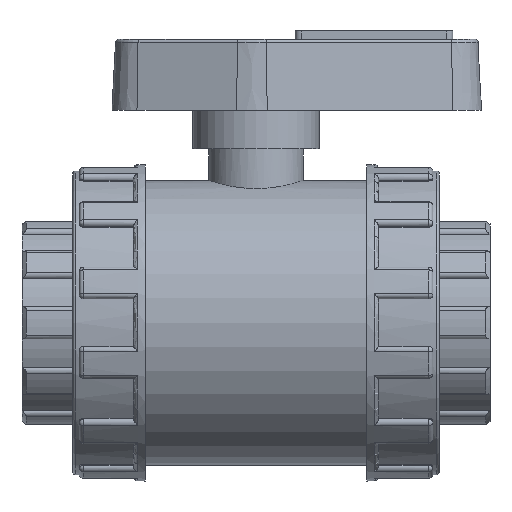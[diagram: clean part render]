
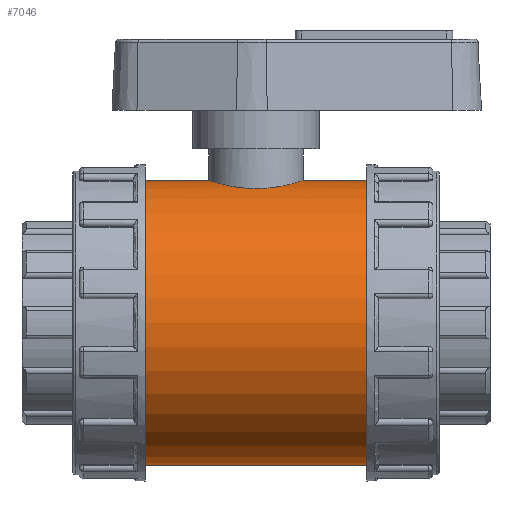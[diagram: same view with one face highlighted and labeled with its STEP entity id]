
A CAD part, top view. The second image highlights one B-rep face of the part: STEP entity #7046.
In plain terms, the highlighted cylindrical face has radius 43.2 mm (diameter 86.4 mm), a full revolution.
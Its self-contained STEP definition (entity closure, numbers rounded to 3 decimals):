
#103=B_SPLINE_CURVE_WITH_KNOTS('',3,(#11388,#11389,#11390,#11391,#11392,
#11393,#11394,#11395,#11396,#11397,#11398,#11399,#11400,#11401,#11402,#11403,
#11404,#11405,#11406,#11407,#11408,#11409,#11410,#11411,#11412,#11413,#11414,
#11415,#11416,#11417,#11418,#11419,#11420,#11421,#11422,#11423,#11424,#11425,
#11426,#11427,#11428,#11429,#11430,#11431,#11432,#11433,#11434,#11435,#11436,
#11437),.UNSPECIFIED.,.T.,.F.,(4,2,2,2,2,2,2,2,2,2,2,2,2,2,2,2,2,2,2,2,
2,2,2,2,4),(0.,0.274,0.547,1.094,1.641,
1.915,2.188,2.461,2.735,3.282,
3.829,4.102,4.376,4.649,4.923,
5.47,6.017,6.29,6.564,6.837,
7.111,7.658,8.205,8.478,8.752),
 .UNSPECIFIED.);
#220=FACE_BOUND('',#1304,.T.);
#221=FACE_BOUND('',#1305,.T.);
#849=FACE_OUTER_BOUND('',#1303,.T.);
#1303=EDGE_LOOP('',(#6414));
#1304=EDGE_LOOP('',(#6415));
#1305=EDGE_LOOP('',(#6416));
#2621=CIRCLE('',#7997,43.2);
#2622=CIRCLE('',#7999,43.2);
#2820=VERTEX_POINT('',#11387);
#3265=VERTEX_POINT('',#14021);
#3266=VERTEX_POINT('',#14024);
#3584=EDGE_CURVE('',#2820,#2820,#103,.T.);
#4317=EDGE_CURVE('',#3265,#3265,#2621,.T.);
#4318=EDGE_CURVE('',#3266,#3266,#2622,.T.);
#6414=ORIENTED_EDGE('',*,*,#4317,.T.);
#6415=ORIENTED_EDGE('',*,*,#3584,.T.);
#6416=ORIENTED_EDGE('',*,*,#4318,.F.);
#6615=CYLINDRICAL_SURFACE('',#7998,43.2);
#7046=ADVANCED_FACE('',(#849,#220,#221),#6615,.T.);
#7997=AXIS2_PLACEMENT_3D('',#14022,#10292,#10293);
#7998=AXIS2_PLACEMENT_3D('',#14023,#10294,#10295);
#7999=AXIS2_PLACEMENT_3D('',#14025,#10296,#10297);
#10292=DIRECTION('center_axis',(1.,0.,0.));
#10293=DIRECTION('ref_axis',(0.,0.,-1.));
#10294=DIRECTION('center_axis',(1.,0.,0.));
#10295=DIRECTION('ref_axis',(0.,1.,0.));
#10296=DIRECTION('center_axis',(1.,0.,0.));
#10297=DIRECTION('ref_axis',(0.,0.,-1.));
#11387=CARTESIAN_POINT('',(0.,40.729,-14.4));
#11388=CARTESIAN_POINT('Ctrl Pts',(0.,40.729,
-14.4));
#11389=CARTESIAN_POINT('Ctrl Pts',(0.912,40.729,-14.4));
#11390=CARTESIAN_POINT('Ctrl Pts',(1.852,40.761,-14.312));
#11391=CARTESIAN_POINT('Ctrl Pts',(3.719,40.888,-13.944));
#11392=CARTESIAN_POINT('Ctrl Pts',(4.644,40.984,-13.664));
#11393=CARTESIAN_POINT('Ctrl Pts',(7.302,41.341,-12.559));
#11394=CARTESIAN_POINT('Ctrl Pts',(8.911,41.675,-11.453));
#11395=CARTESIAN_POINT('Ctrl Pts',(11.453,42.291,-8.912));
#11396=CARTESIAN_POINT('Ctrl Pts',(12.559,42.616,-7.302));
#11397=CARTESIAN_POINT('Ctrl Pts',(13.664,42.959,-4.644));
#11398=CARTESIAN_POINT('Ctrl Pts',(13.944,43.05,-3.718));
#11399=CARTESIAN_POINT('Ctrl Pts',(14.312,43.17,-1.852));
#11400=CARTESIAN_POINT('Ctrl Pts',(14.4,43.2,-0.911));
#11401=CARTESIAN_POINT('Ctrl Pts',(14.4,43.2,0.911));
#11402=CARTESIAN_POINT('Ctrl Pts',(14.312,43.17,1.852));
#11403=CARTESIAN_POINT('Ctrl Pts',(13.944,43.05,3.718));
#11404=CARTESIAN_POINT('Ctrl Pts',(13.664,42.959,4.644));
#11405=CARTESIAN_POINT('Ctrl Pts',(12.559,42.616,7.302));
#11406=CARTESIAN_POINT('Ctrl Pts',(11.453,42.291,8.912));
#11407=CARTESIAN_POINT('Ctrl Pts',(8.911,41.675,11.453));
#11408=CARTESIAN_POINT('Ctrl Pts',(7.302,41.341,12.559));
#11409=CARTESIAN_POINT('Ctrl Pts',(4.644,40.984,13.664));
#11410=CARTESIAN_POINT('Ctrl Pts',(3.719,40.888,13.944));
#11411=CARTESIAN_POINT('Ctrl Pts',(1.852,40.761,14.312));
#11412=CARTESIAN_POINT('Ctrl Pts',(0.912,40.729,14.4));
#11413=CARTESIAN_POINT('Ctrl Pts',(-0.912,40.729,
14.4));
#11414=CARTESIAN_POINT('Ctrl Pts',(-1.852,40.761,14.312));
#11415=CARTESIAN_POINT('Ctrl Pts',(-3.719,40.888,13.944));
#11416=CARTESIAN_POINT('Ctrl Pts',(-4.644,40.984,13.664));
#11417=CARTESIAN_POINT('Ctrl Pts',(-7.302,41.341,12.559));
#11418=CARTESIAN_POINT('Ctrl Pts',(-8.911,41.675,11.453));
#11419=CARTESIAN_POINT('Ctrl Pts',(-11.453,42.291,8.912));
#11420=CARTESIAN_POINT('Ctrl Pts',(-12.559,42.616,7.302));
#11421=CARTESIAN_POINT('Ctrl Pts',(-13.664,42.959,4.644));
#11422=CARTESIAN_POINT('Ctrl Pts',(-13.944,43.05,3.718));
#11423=CARTESIAN_POINT('Ctrl Pts',(-14.312,43.17,1.852));
#11424=CARTESIAN_POINT('Ctrl Pts',(-14.4,43.2,0.911));
#11425=CARTESIAN_POINT('Ctrl Pts',(-14.4,43.2,-0.911));
#11426=CARTESIAN_POINT('Ctrl Pts',(-14.312,43.17,-1.852));
#11427=CARTESIAN_POINT('Ctrl Pts',(-13.944,43.05,-3.718));
#11428=CARTESIAN_POINT('Ctrl Pts',(-13.664,42.959,-4.644));
#11429=CARTESIAN_POINT('Ctrl Pts',(-12.559,42.616,-7.302));
#11430=CARTESIAN_POINT('Ctrl Pts',(-11.453,42.291,-8.912));
#11431=CARTESIAN_POINT('Ctrl Pts',(-8.911,41.675,-11.453));
#11432=CARTESIAN_POINT('Ctrl Pts',(-7.302,41.341,-12.559));
#11433=CARTESIAN_POINT('Ctrl Pts',(-4.644,40.984,-13.664));
#11434=CARTESIAN_POINT('Ctrl Pts',(-3.719,40.888,-13.944));
#11435=CARTESIAN_POINT('Ctrl Pts',(-1.852,40.761,-14.312));
#11436=CARTESIAN_POINT('Ctrl Pts',(-0.912,40.729,
-14.4));
#11437=CARTESIAN_POINT('Ctrl Pts',(0.,40.729,-14.4));
#14021=CARTESIAN_POINT('',(-33.6,43.2,0.));
#14022=CARTESIAN_POINT('Origin',(-33.6,0.,0.));
#14023=CARTESIAN_POINT('Origin',(0.,0.,0.));
#14024=CARTESIAN_POINT('',(33.6,43.2,0.));
#14025=CARTESIAN_POINT('Origin',(33.6,0.,0.));
